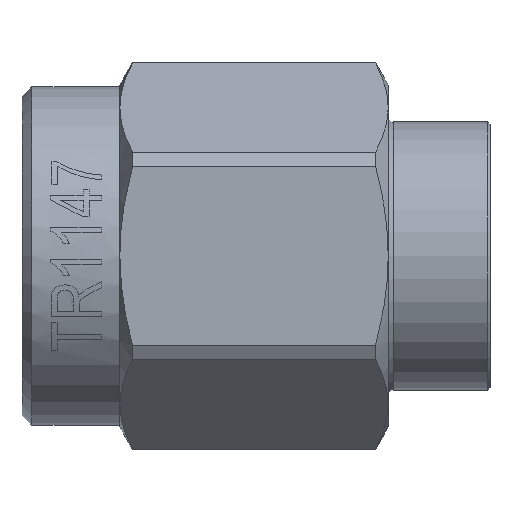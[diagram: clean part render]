
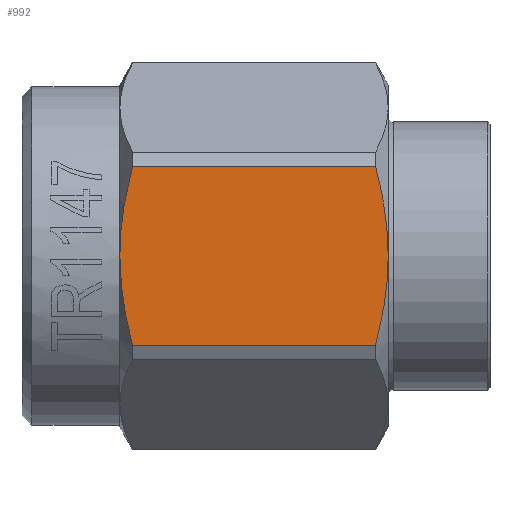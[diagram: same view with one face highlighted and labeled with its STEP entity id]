
A CAD part, top view. The second image highlights one B-rep face of the part: STEP entity #992.
In plain terms, the highlighted planar face has unit normal (0, 0, 1).
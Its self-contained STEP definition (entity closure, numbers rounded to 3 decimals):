
#18 = CARTESIAN_POINT ( 'NONE',  ( 36.128, -3.662, 7.01 ) ) ;
#70 = CARTESIAN_POINT ( 'NONE',  ( 4.006, 0., 7.01 ) ) ;
#119 = CARTESIAN_POINT ( 'NONE',  ( 4.235, 2.466, 7.01 ) ) ;
#121 = EDGE_CURVE ( 'NONE', #1407, #419, #2341, .T. ) ;
#122 = CARTESIAN_POINT ( 'NONE',  ( 14.765, -2.466, 7.01 ) ) ;
#237 = CARTESIAN_POINT ( 'NONE',  ( 14.946, 1.231, 7.01 ) ) ;
#257 = CARTESIAN_POINT ( 'NONE',  ( 4.525, 3.665, 7.01 ) ) ;
#273 = CARTESIAN_POINT ( 'NONE',  ( 4.525, -3.665, 7.01 ) ) ;
#328 = VERTEX_POINT ( 'NONE', #257 ) ;
#334 = CARTESIAN_POINT ( 'NONE',  ( 14.936, -1.233, 7.01 ) ) ;
#350 = LINE ( 'NONE', #1988, #1129 ) ;
#419 = VERTEX_POINT ( 'NONE', #1163 ) ;
#552 = VERTEX_POINT ( 'NONE', #657 ) ;
#565 = CARTESIAN_POINT ( 'NONE',  ( 4.054, -1.231, 7.01 ) ) ;
#657 = CARTESIAN_POINT ( 'NONE',  ( 14.475, -3.665, 7.01 ) ) ;
#674 = CARTESIAN_POINT ( 'NONE',  ( 4.006, 0., 7.01 ) ) ;
#698 = DIRECTION ( 'NONE',  ( 0., 0., 1. ) ) ;
#779 = CARTESIAN_POINT ( 'NONE',  ( 4.006, -0.617, 7.01 ) ) ;
#853 = ORIENTED_EDGE ( 'NONE', *, *, #1645, .T. ) ;
#943 = ORIENTED_EDGE ( 'NONE', *, *, #2663, .T. ) ;
#983 = AXIS2_PLACEMENT_3D ( 'NONE', #18, #698, #1405 ) ;
#986 = CARTESIAN_POINT ( 'NONE',  ( 4.233, -2.453, 7.01 ) ) ;
#992 = ADVANCED_FACE ( 'NONE', ( #2781 ), #2561, .T. ) ;
#1018 = CARTESIAN_POINT ( 'NONE',  ( 14.994, -0.307, 7.01 ) ) ;
#1028 = EDGE_CURVE ( 'NONE', #2982, #2165, #1808, .T. ) ;
#1029 = CARTESIAN_POINT ( 'NONE',  ( 4.006, 0.307, 7.01 ) ) ;
#1107 = ORIENTED_EDGE ( 'NONE', *, *, #1028, .T. ) ;
#1129 = VECTOR ( 'NONE', #2216, 1000. ) ;
#1141 = DIRECTION ( 'NONE',  ( -1., 0., 0. ) ) ;
#1158 = CARTESIAN_POINT ( 'NONE',  ( 14.475, 3.665, 7.01 ) ) ;
#1163 = CARTESIAN_POINT ( 'NONE',  ( 14.475, 3.665, 7.01 ) ) ;
#1264 = CARTESIAN_POINT ( 'NONE',  ( 4.017, 0.615, 7.01 ) ) ;
#1324 = CARTESIAN_POINT ( 'NONE',  ( 4.525, -3.665, 7.01 ) ) ;
#1387 = CARTESIAN_POINT ( 'NONE',  ( 14.635, 3.063, 7.01 ) ) ;
#1405 = DIRECTION ( 'NONE',  ( 1., 0., 0. ) ) ;
#1407 = VERTEX_POINT ( 'NONE', #2513 ) ;
#1486 = ORIENTED_EDGE ( 'NONE', *, *, #1618, .T. ) ;
#1490 = CARTESIAN_POINT ( 'NONE',  ( 4.064, 1.233, 7.01 ) ) ;
#1492 = CARTESIAN_POINT ( 'NONE',  ( 14.634, -3.069, 7.01 ) ) ;
#1535 = VECTOR ( 'NONE', #1141, 1000. ) ;
#1612 = CARTESIAN_POINT ( 'NONE',  ( 14.767, 2.453, 7.01 ) ) ;
#1618 = EDGE_CURVE ( 'NONE', #552, #1407, #2308, .T. ) ;
#1624 = LINE ( 'NONE', #2551, #1535 ) ;
#1645 = EDGE_CURVE ( 'NONE', #419, #328, #350, .T. ) ;
#1681 = CARTESIAN_POINT ( 'NONE',  ( 4.366, 3.069, 7.01 ) ) ;
#1808 = B_SPLINE_CURVE_WITH_KNOTS ( 'NONE', 3,
 ( #674, #779, #565, #986, #2829, #273 ),
 .UNSPECIFIED., .F., .F.,
 ( 4, 2, 4 ),
 ( 0.017, 0.019, 0.021 ),
 .UNSPECIFIED. ) ;
#1988 = CARTESIAN_POINT ( 'NONE',  ( 36.128, 3.665, 7.01 ) ) ;
#2165 = VERTEX_POINT ( 'NONE', #1324 ) ;
#2192 = EDGE_LOOP ( 'NONE', ( #2330, #1486, #2348, #853, #943, #1107 ) ) ;
#2203 = CARTESIAN_POINT ( 'NONE',  ( 14.983, -0.615, 7.01 ) ) ;
#2216 = DIRECTION ( 'NONE',  ( -1., 0., 0. ) ) ;
#2283 = EDGE_CURVE ( 'NONE', #552, #2165, #1624, .T. ) ;
#2308 = B_SPLINE_CURVE_WITH_KNOTS ( 'NONE', 3,
 ( #2450, #1492, #122, #2696, #334, #2203, #1018, #2386 ),
 .UNSPECIFIED., .F., .F.,
 ( 4, 2, 2, 4 ),
 ( 0.014, 0.015, 0.016, 0.017 ),
 .UNSPECIFIED. ) ;
#2310 = CARTESIAN_POINT ( 'NONE',  ( 14.994, 0.617, 7.01 ) ) ;
#2330 = ORIENTED_EDGE ( 'NONE', *, *, #2283, .F. ) ;
#2341 = B_SPLINE_CURVE_WITH_KNOTS ( 'NONE', 3,
 ( #2761, #2310, #237, #1612, #1387, #1158 ),
 .UNSPECIFIED., .F., .F.,
 ( 4, 2, 4 ),
 ( 0.017, 0.019, 0.021 ),
 .UNSPECIFIED. ) ;
#2348 = ORIENTED_EDGE ( 'NONE', *, *, #121, .T. ) ;
#2384 = CARTESIAN_POINT ( 'NONE',  ( 4.099, 1.544, 7.01 ) ) ;
#2386 = CARTESIAN_POINT ( 'NONE',  ( 14.994, 0., 7.01 ) ) ;
#2450 = CARTESIAN_POINT ( 'NONE',  ( 14.475, -3.665, 7.01 ) ) ;
#2513 = CARTESIAN_POINT ( 'NONE',  ( 14.994, 0., 7.01 ) ) ;
#2551 = CARTESIAN_POINT ( 'NONE',  ( 36.128, -3.665, 7.01 ) ) ;
#2561 = PLANE ( 'NONE',  #983 ) ;
#2663 = EDGE_CURVE ( 'NONE', #328, #2982, #2800, .T. ) ;
#2696 = CARTESIAN_POINT ( 'NONE',  ( 14.901, -1.544, 7.01 ) ) ;
#2752 = CARTESIAN_POINT ( 'NONE',  ( 4.525, 3.665, 7.01 ) ) ;
#2761 = CARTESIAN_POINT ( 'NONE',  ( 14.994, 0., 7.01 ) ) ;
#2781 = FACE_OUTER_BOUND ( 'NONE', #2192, .T. ) ;
#2800 = B_SPLINE_CURVE_WITH_KNOTS ( 'NONE', 3,
 ( #2752, #1681, #119, #2384, #1490, #1264, #1029, #2883 ),
 .UNSPECIFIED., .F., .F.,
 ( 4, 2, 2, 4 ),
 ( 0.014, 0.015, 0.016, 0.017 ),
 .UNSPECIFIED. ) ;
#2829 = CARTESIAN_POINT ( 'NONE',  ( 4.365, -3.063, 7.01 ) ) ;
#2883 = CARTESIAN_POINT ( 'NONE',  ( 4.006, 0., 7.01 ) ) ;
#2982 = VERTEX_POINT ( 'NONE', #70 ) ;
